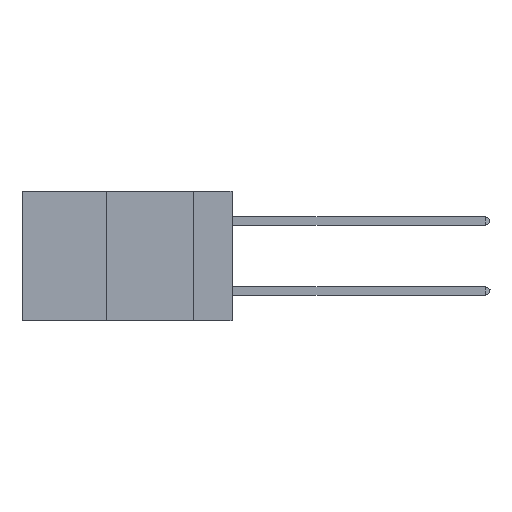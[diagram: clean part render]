
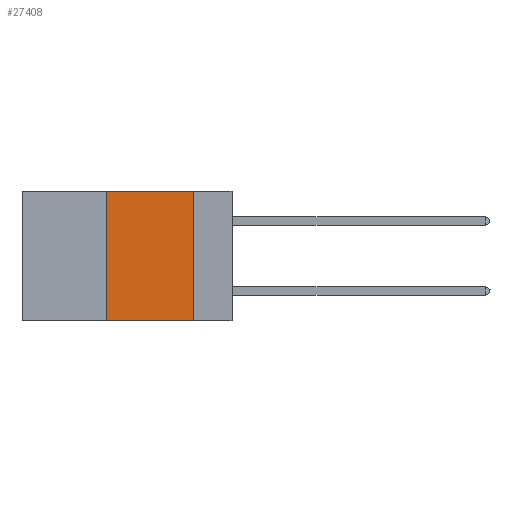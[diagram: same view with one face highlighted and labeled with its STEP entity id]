
A CAD part, left-side view. The second image highlights one B-rep face of the part: STEP entity #27408.
In plain terms, the highlighted planar face has unit normal (-1, 0, 0).
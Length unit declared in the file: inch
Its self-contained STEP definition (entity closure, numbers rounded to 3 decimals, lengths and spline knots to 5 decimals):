
#2561 = LINE ( 'NONE', #31368, #8329 ) ;
#5628 = EDGE_CURVE ( 'NONE', #30949, #21739, #25489, .T. ) ;
#5996 = VECTOR ( 'NONE', #11827, 39.37008 ) ;
#6159 = EDGE_CURVE ( 'NONE', #30949, #38053, #30134, .T. ) ;
#7709 = CARTESIAN_POINT ( 'NONE',  ( 0., 0.6, 0. ) ) ;
#8329 = VECTOR ( 'NONE', #37559, 39.37008 ) ;
#11179 = CARTESIAN_POINT ( 'NONE',  ( 0., 0.11, 0. ) ) ;
#11827 = DIRECTION ( 'NONE',  ( 0., 0., 1. ) ) ;
#12382 = VECTOR ( 'NONE', #28152, 39.37008 ) ;
#12702 = VECTOR ( 'NONE', #31554, 39.37008 ) ;
#16472 = EDGE_CURVE ( 'NONE', #26758, #21739, #30502, .T. ) ;
#16759 = CARTESIAN_POINT ( 'NONE',  ( 0., 0.36, 0. ) ) ;
#16906 = ORIENTED_EDGE ( 'NONE', *, *, #5628, .T. ) ;
#17792 = AXIS2_PLACEMENT_3D ( 'NONE', #7709, #31159, #28233 ) ;
#21739 = VERTEX_POINT ( 'NONE', #42449 ) ;
#25251 = CARTESIAN_POINT ( 'NONE',  ( 0., 0.11, 0. ) ) ;
#25285 = CARTESIAN_POINT ( 'NONE',  ( 0., 0.36, 0. ) ) ;
#25489 = LINE ( 'NONE', #35054, #12382 ) ;
#26758 = VERTEX_POINT ( 'NONE', #11179 ) ;
#27408 = ADVANCED_FACE ( 'NONE', ( #34439 ), #27808, .F. ) ;
#27808 = PLANE ( 'NONE',  #17792 ) ;
#28152 = DIRECTION ( 'NONE',  ( 0., -1., 0. ) ) ;
#28233 = DIRECTION ( 'NONE',  ( 0., 0., -1. ) ) ;
#28953 = EDGE_LOOP ( 'NONE', ( #42624, #33395, #38725, #16906 ) ) ;
#30134 = LINE ( 'NONE', #25285, #5996 ) ;
#30502 = LINE ( 'NONE', #25251, #12702 ) ;
#30949 = VERTEX_POINT ( 'NONE', #40383 ) ;
#31159 = DIRECTION ( 'NONE',  ( 1., 0., 0. ) ) ;
#31368 = CARTESIAN_POINT ( 'NONE',  ( 0., 0.6, 0. ) ) ;
#31554 = DIRECTION ( 'NONE',  ( 0., 0., -1. ) ) ;
#31627 = EDGE_CURVE ( 'NONE', #38053, #26758, #2561, .T. ) ;
#33395 = ORIENTED_EDGE ( 'NONE', *, *, #31627, .F. ) ;
#34439 = FACE_OUTER_BOUND ( 'NONE', #28953, .T. ) ;
#35054 = CARTESIAN_POINT ( 'NONE',  ( 0., 0.6, -0.37 ) ) ;
#37559 = DIRECTION ( 'NONE',  ( 0., -1., 0. ) ) ;
#38053 = VERTEX_POINT ( 'NONE', #16759 ) ;
#38725 = ORIENTED_EDGE ( 'NONE', *, *, #6159, .F. ) ;
#40383 = CARTESIAN_POINT ( 'NONE',  ( 0., 0.36, -0.37 ) ) ;
#42449 = CARTESIAN_POINT ( 'NONE',  ( 0., 0.11, -0.37 ) ) ;
#42624 = ORIENTED_EDGE ( 'NONE', *, *, #16472, .F. ) ;
